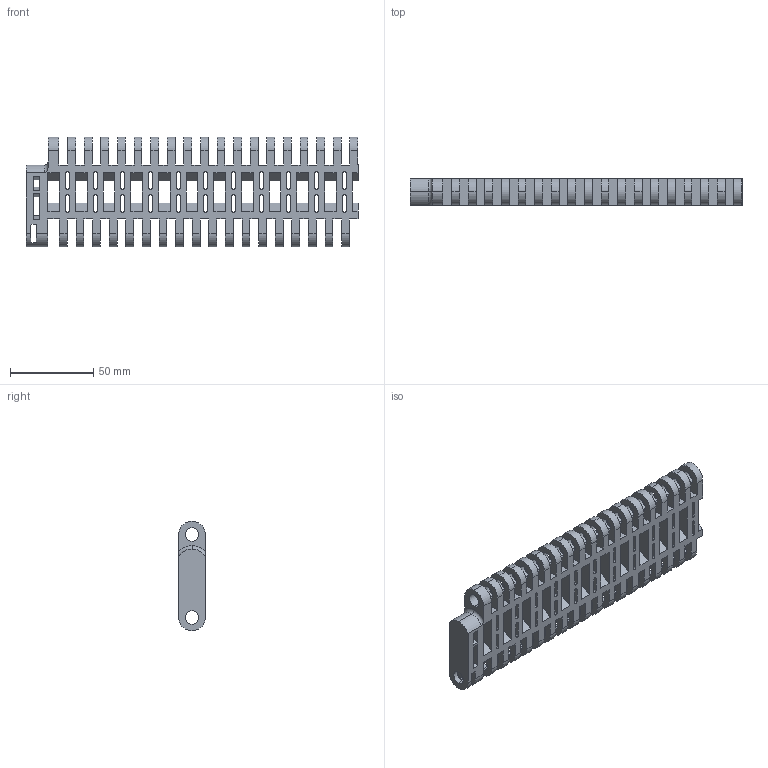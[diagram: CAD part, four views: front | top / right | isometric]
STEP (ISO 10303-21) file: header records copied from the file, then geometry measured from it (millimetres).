
FILE_DESCRIPTION (( 'STEP AP203' ), '1' );
FILE_NAME ('D50 FG.STEP', '2025-06-05T09:39:23', ( '' ), ( '' ), 'SwSTEP 2.0', 'SolidWorks 2024', '' );
FILE_SCHEMA (( 'CONFIG_CONTROL_DESIGN' ));
Length unit declared in the file: millimetre
Products named in the file (1): D50 FG
Bounding box: 200 x 16 x 66 mm (x, y, z)
Volume: 106558.3 mm3; surface area: 58570.8 mm2
Topology: 1 solids, 1 shells, 453 faces, 1358 edges, 905 vertices
Faces by surface type: plane 248, cylinder 203, torus 2
Entity records: 15774 total; most frequent: CARTESIAN_POINT 2773, ORIENTED_EDGE 2716, DIRECTION 2669, EDGE_CURVE 1358, LINE 943, VECTOR 943, VERTEX_POINT 905, AXIS2_PLACEMENT_3D 863
